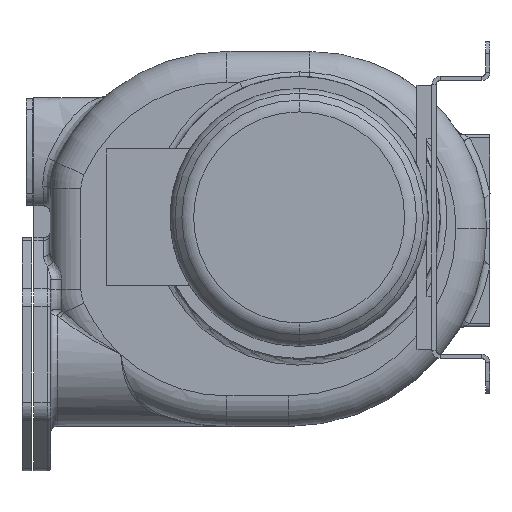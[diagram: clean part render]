
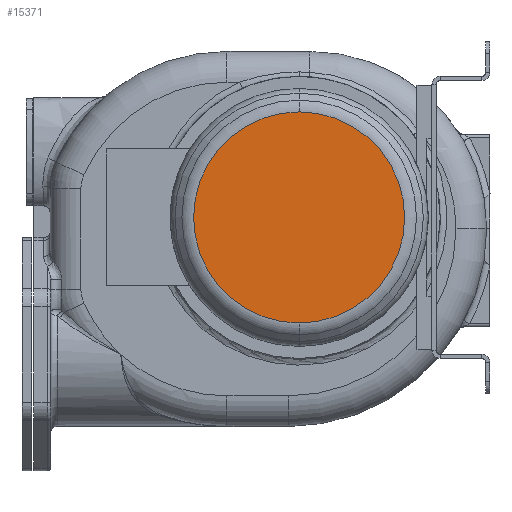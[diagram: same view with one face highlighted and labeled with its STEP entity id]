
A CAD part, left-side view. The second image highlights one B-rep face of the part: STEP entity #15371.
In plain terms, the highlighted planar face has unit normal (-1, 0, 0).
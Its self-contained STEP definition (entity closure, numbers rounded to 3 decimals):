
#910=CARTESIAN_POINT('',(-723.5,230.,0.));
#911=DIRECTION('',(-1.,0.,0.));
#912=DIRECTION('',(0.,0.,-1.));
#913=AXIS2_PLACEMENT_3D('',#910,#911,#912);
#915=CARTESIAN_POINT('',(-723.5,230.,0.));
#916=DIRECTION('',(-1.,0.,0.));
#917=DIRECTION('',(0.,0.,1.));
#918=AXIS2_PLACEMENT_3D('',#915,#916,#917);
#13557=CARTESIAN_POINT('',(-723.5,230.,-127.216));
#13558=CARTESIAN_POINT('',(-723.5,230.,127.216));
#13559=VERTEX_POINT('',#13557);
#13560=VERTEX_POINT('',#13558);
#15361=CARTESIAN_POINT('',(-723.5,230.,0.));
#15362=DIRECTION('',(1.,0.,0.));
#15363=DIRECTION('',(0.,0.,-1.));
#15364=AXIS2_PLACEMENT_3D('',#15361,#15362,#15363);
#15365=PLANE('',#15364);
#15367=ORIENTED_EDGE('',*,*,#15366,.F.);
#15368=ORIENTED_EDGE('',*,*,#15351,.F.);
#15369=EDGE_LOOP('',(#15367,#15368));
#15370=FACE_OUTER_BOUND('',#15369,.F.);
#15371=ADVANCED_FACE('',(#15370),#15365,.F.);
#914=CIRCLE('',#913,127.216);
#919=CIRCLE('',#918,127.216);
#15351=EDGE_CURVE('',#13560,#13559,#919,.T.);
#15366=EDGE_CURVE('',#13559,#13560,#914,.T.);
